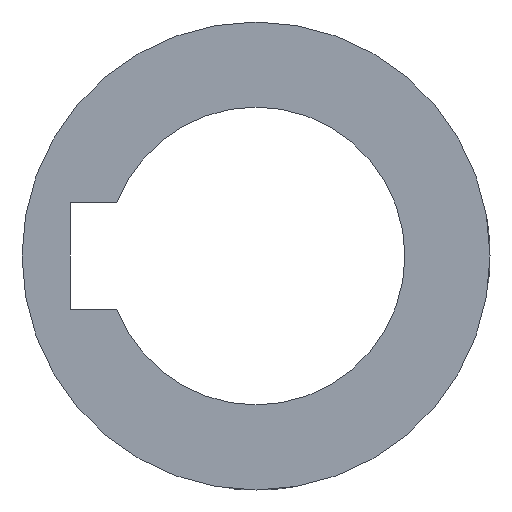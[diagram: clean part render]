
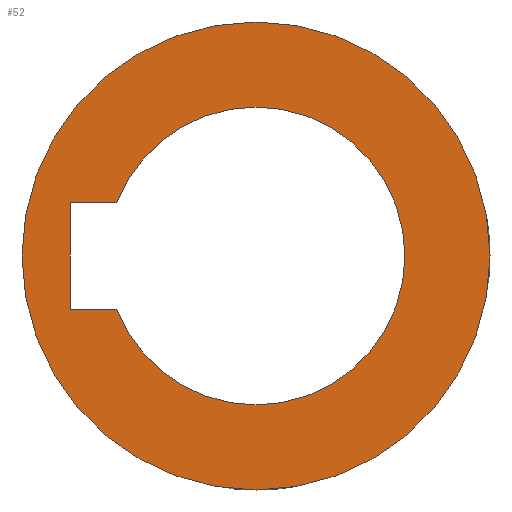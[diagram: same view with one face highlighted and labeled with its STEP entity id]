
A CAD part, front view. The second image highlights one B-rep face of the part: STEP entity #52.
In plain terms, the highlighted planar face has unit normal (0, -1, 0).
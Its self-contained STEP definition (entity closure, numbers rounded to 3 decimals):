
#26 = EDGE_CURVE ( 'NONE', #443, #137, #338, .T. ) ;
#32 = AXIS2_PLACEMENT_3D ( 'NONE', #186, #178, #344 ) ;
#52 = ADVANCED_FACE ( 'NONE', ( #449, #459 ), #347, .F. ) ;
#64 = AXIS2_PLACEMENT_3D ( 'NONE', #675, #352, #346 ) ;
#69 = DIRECTION ( 'NONE',  ( 0., 0., 1. ) ) ;
#77 = VECTOR ( 'NONE', #329, 1000. ) ;
#100 = CARTESIAN_POINT ( 'NONE',  ( -6.538, -36.75, -2.5 ) ) ;
#124 = CARTESIAN_POINT ( 'NONE',  ( 0., -36.75, 0. ) ) ;
#129 = DIRECTION ( 'NONE',  ( 0., 1., 0. ) ) ;
#137 = VERTEX_POINT ( 'NONE', #670 ) ;
#169 = CARTESIAN_POINT ( 'NONE',  ( 0., -36.75, 0. ) ) ;
#178 = DIRECTION ( 'NONE',  ( 0., 1., 0. ) ) ;
#186 = CARTESIAN_POINT ( 'NONE',  ( 0., -36.75, 0. ) ) ;
#196 = EDGE_LOOP ( 'NONE', ( #420, #450, #217, #628, #331, #490 ) ) ;
#198 = VERTEX_POINT ( 'NONE', #479 ) ;
#215 = LINE ( 'NONE', #388, #77 ) ;
#217 = ORIENTED_EDGE ( 'NONE', *, *, #244, .F. ) ;
#241 = CARTESIAN_POINT ( 'NONE',  ( -6.538, -36.75, 2.5 ) ) ;
#244 = EDGE_CURVE ( 'NONE', #520, #270, #696, .T. ) ;
#264 = AXIS2_PLACEMENT_3D ( 'NONE', #124, #129, #400 ) ;
#265 = VERTEX_POINT ( 'NONE', #369 ) ;
#270 = VERTEX_POINT ( 'NONE', #526 ) ;
#283 = EDGE_CURVE ( 'NONE', #198, #605, #693, .T. ) ;
#285 = CARTESIAN_POINT ( 'NONE',  ( 0., -36.75, 11. ) ) ;
#302 = CIRCLE ( 'NONE', #657, 11. ) ;
#304 = EDGE_LOOP ( 'NONE', ( #341, #690 ) ) ;
#310 = CARTESIAN_POINT ( 'NONE',  ( 0., -36.75, 2.5 ) ) ;
#315 = VERTEX_POINT ( 'NONE', #688 ) ;
#321 = DIRECTION ( 'NONE',  ( 1., 0., 0. ) ) ;
#322 = CARTESIAN_POINT ( 'NONE',  ( 0., -36.75, 0. ) ) ;
#329 = DIRECTION ( 'NONE',  ( 0., 0., -1. ) ) ;
#331 = ORIENTED_EDGE ( 'NONE', *, *, #458, .T. ) ;
#337 = CIRCLE ( 'NONE', #264, 7. ) ;
#338 = CIRCLE ( 'NONE', #456, 11. ) ;
#341 = ORIENTED_EDGE ( 'NONE', *, *, #435, .F. ) ;
#344 = DIRECTION ( 'NONE',  ( 0., 0., 1. ) ) ;
#346 = DIRECTION ( 'NONE',  ( 0., 0., 1. ) ) ;
#347 = PLANE ( 'NONE',  #32 ) ;
#352 = DIRECTION ( 'NONE',  ( 0., 1., 0. ) ) ;
#356 = DIRECTION ( 'NONE',  ( 0., 0., 1. ) ) ;
#369 = CARTESIAN_POINT ( 'NONE',  ( 0., -36.75, -7. ) ) ;
#388 = CARTESIAN_POINT ( 'NONE',  ( -8.738, -36.75, 0. ) ) ;
#400 = DIRECTION ( 'NONE',  ( 0., 0., 1. ) ) ;
#407 = CARTESIAN_POINT ( 'NONE',  ( 0., -36.75, 0. ) ) ;
#420 = ORIENTED_EDGE ( 'NONE', *, *, #283, .F. ) ;
#435 = EDGE_CURVE ( 'NONE', #137, #443, #302, .T. ) ;
#440 = VECTOR ( 'NONE', #469, 1000. ) ;
#442 = AXIS2_PLACEMENT_3D ( 'NONE', #407, #626, #356 ) ;
#443 = VERTEX_POINT ( 'NONE', #285 ) ;
#449 = FACE_OUTER_BOUND ( 'NONE', #304, .T. ) ;
#450 = ORIENTED_EDGE ( 'NONE', *, *, #677, .F. ) ;
#456 = AXIS2_PLACEMENT_3D ( 'NONE', #322, #597, #487 ) ;
#458 = EDGE_CURVE ( 'NONE', #315, #265, #337, .T. ) ;
#459 = FACE_BOUND ( 'NONE', #196, .T. ) ;
#469 = DIRECTION ( 'NONE',  ( -1., 0., 0. ) ) ;
#479 = CARTESIAN_POINT ( 'NONE',  ( -8.738, -36.75, -2.5 ) ) ;
#485 = CIRCLE ( 'NONE', #64, 7. ) ;
#487 = DIRECTION ( 'NONE',  ( 0., 0., 1. ) ) ;
#490 = ORIENTED_EDGE ( 'NONE', *, *, #544, .T. ) ;
#503 = EDGE_CURVE ( 'NONE', #520, #315, #485, .T. ) ;
#507 = CIRCLE ( 'NONE', #442, 7. ) ;
#520 = VERTEX_POINT ( 'NONE', #241 ) ;
#526 = CARTESIAN_POINT ( 'NONE',  ( -8.738, -36.75, 2.5 ) ) ;
#527 = VECTOR ( 'NONE', #321, 1000. ) ;
#544 = EDGE_CURVE ( 'NONE', #265, #605, #507, .T. ) ;
#554 = DIRECTION ( 'NONE',  ( 0., 1., 0. ) ) ;
#597 = DIRECTION ( 'NONE',  ( 0., 1., 0. ) ) ;
#605 = VERTEX_POINT ( 'NONE', #100 ) ;
#626 = DIRECTION ( 'NONE',  ( 0., 1., 0. ) ) ;
#628 = ORIENTED_EDGE ( 'NONE', *, *, #503, .T. ) ;
#642 = CARTESIAN_POINT ( 'NONE',  ( 0., -36.75, -2.5 ) ) ;
#657 = AXIS2_PLACEMENT_3D ( 'NONE', #169, #554, #69 ) ;
#670 = CARTESIAN_POINT ( 'NONE',  ( 0., -36.75, -11. ) ) ;
#675 = CARTESIAN_POINT ( 'NONE',  ( 0., -36.75, 0. ) ) ;
#677 = EDGE_CURVE ( 'NONE', #270, #198, #215, .T. ) ;
#688 = CARTESIAN_POINT ( 'NONE',  ( 0., -36.75, 7. ) ) ;
#690 = ORIENTED_EDGE ( 'NONE', *, *, #26, .F. ) ;
#693 = LINE ( 'NONE', #642, #527 ) ;
#696 = LINE ( 'NONE', #310, #440 ) ;
